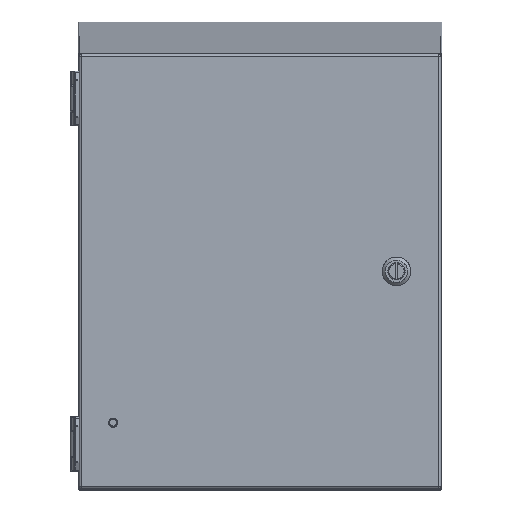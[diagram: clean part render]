
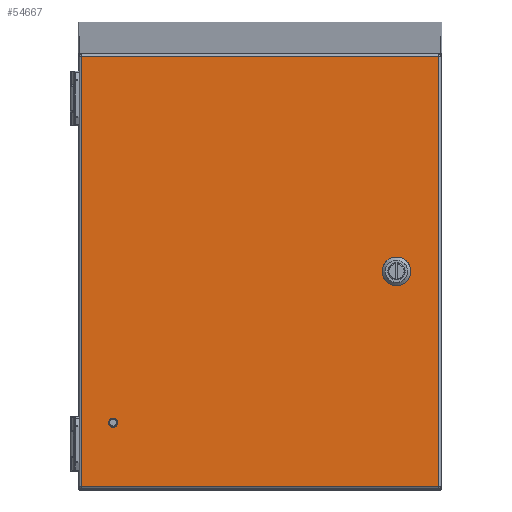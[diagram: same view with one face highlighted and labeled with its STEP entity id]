
A CAD part, top view. The second image highlights one B-rep face of the part: STEP entity #54667.
In plain terms, the highlighted planar face has unit normal (0, 0, 1).
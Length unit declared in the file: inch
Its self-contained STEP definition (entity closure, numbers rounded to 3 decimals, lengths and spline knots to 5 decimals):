
#54 = VECTOR ( 'NONE', #1255, 39.37008 ) ;
#1255 = DIRECTION ( 'NONE',  ( -0.707, -0.707, 0. ) ) ;
#4161 = ORIENTED_EDGE ( 'NONE', *, *, #58569, .T. ) ;
#7789 = DIRECTION ( 'NONE',  ( 1., 0., 0. ) ) ;
#8260 = CARTESIAN_POINT ( 'NONE',  ( 3.66301, -0.30753, 6.18453 ) ) ;
#8331 = CARTESIAN_POINT ( 'NONE',  ( 2.07344, 2.07399, 6.18453 ) ) ;
#8896 = DIRECTION ( 'NONE',  ( 1., 0., 0. ) ) ;
#10251 = LINE ( 'NONE', #17181, #57557 ) ;
#11021 = ORIENTED_EDGE ( 'NONE', *, *, #41624, .F. ) ;
#11771 = VECTOR ( 'NONE', #40707, 39.37008 ) ;
#11995 = DIRECTION ( 'NONE',  ( -0.707, 0.707, 0. ) ) ;
#12390 = VECTOR ( 'NONE', #69696, 39.37008 ) ;
#12442 = VERTEX_POINT ( 'NONE', #59690 ) ;
#12960 = FACE_BOUND ( 'NONE', #22219, .T. ) ;
#13818 = CARTESIAN_POINT ( 'NONE',  ( 3.75145, 0., 6.18453 ) ) ;
#13906 = ORIENTED_EDGE ( 'NONE', *, *, #73364, .F. ) ;
#14033 = ORIENTED_EDGE ( 'NONE', *, *, #29601, .T. ) ;
#14431 = LINE ( 'NONE', #46136, #36018 ) ;
#14810 = CARTESIAN_POINT ( 'NONE',  ( 4.90945, -5.91, 6.18453 ) ) ;
#14884 = DIRECTION ( 'NONE',  ( 1., 0., 0. ) ) ;
#17181 = CARTESIAN_POINT ( 'NONE',  ( 4.90945, 5.97, 6.18453 ) ) ;
#17375 = EDGE_CURVE ( 'NONE', #36101, #80919, #65039, .T. ) ;
#19280 = ORIENTED_EDGE ( 'NONE', *, *, #62186, .T. ) ;
#21476 = EDGE_LOOP ( 'NONE', ( #30707, #43160, #73295, #19280 ) ) ;
#21499 = VERTEX_POINT ( 'NONE', #80824 ) ;
#22219 = EDGE_LOOP ( 'NONE', ( #28556 ) ) ;
#23516 = EDGE_CURVE ( 'NONE', #21499, #23726, #45387, .T. ) ;
#23726 = VERTEX_POINT ( 'NONE', #46891 ) ;
#23740 = VERTEX_POINT ( 'NONE', #8260 ) ;
#24644 = VERTEX_POINT ( 'NONE', #29312 ) ;
#26158 = LINE ( 'NONE', #79253, #11771 ) ;
#27459 = VECTOR ( 'NONE', #11995, 39.37008 ) ;
#28054 = CARTESIAN_POINT ( 'NONE',  ( -3.9375, -4.16, 6.18453 ) ) ;
#28556 = ORIENTED_EDGE ( 'NONE', *, *, #39020, .F. ) ;
#29077 = ORIENTED_EDGE ( 'NONE', *, *, #61656, .F. ) ;
#29304 = DIRECTION ( 'NONE',  ( 0.707, -0.707, 0. ) ) ;
#29312 = CARTESIAN_POINT ( 'NONE',  ( 3.66301, 0.30753, 6.18453 ) ) ;
#29423 = AXIS2_PLACEMENT_3D ( 'NONE', #46979, #32818, #46547 ) ;
#29601 = EDGE_CURVE ( 'NONE', #23740, #45291, #32549, .T. ) ;
#29625 = DIRECTION ( 'NONE',  ( 0., 0., 1. ) ) ;
#30707 = ORIENTED_EDGE ( 'NONE', *, *, #37277, .T. ) ;
#31253 = CARTESIAN_POINT ( 'NONE',  ( 1.67746, 1.67801, 6.18453 ) ) ;
#31516 = CARTESIAN_POINT ( 'NONE',  ( 3.8399, 0.30753, 6.18453 ) ) ;
#31964 = EDGE_CURVE ( 'NONE', #23740, #23726, #58718, .T. ) ;
#32549 = LINE ( 'NONE', #31253, #27459 ) ;
#32799 = EDGE_LOOP ( 'NONE', ( #29077, #54537, #11021, #4161, #13906, #57710, #65786, #14033 ) ) ;
#32818 = DIRECTION ( 'NONE',  ( 0., 0., 1. ) ) ;
#33102 = FACE_OUTER_BOUND ( 'NONE', #21476, .T. ) ;
#33319 = VERTEX_POINT ( 'NONE', #51287 ) ;
#33794 = LINE ( 'NONE', #67237, #71258 ) ;
#35165 = CARTESIAN_POINT ( 'NONE',  ( -4.03555, -4.16, 6.18453 ) ) ;
#35294 = VERTEX_POINT ( 'NONE', #28054 ) ;
#35709 = EDGE_CURVE ( 'NONE', #64765, #36101, #26158, .T. ) ;
#36018 = VECTOR ( 'NONE', #79520, 39.37008 ) ;
#36101 = VERTEX_POINT ( 'NONE', #66725 ) ;
#36486 = CARTESIAN_POINT ( 'NONE',  ( 3.75145, 0., 6.18453 ) ) ;
#36823 = CARTESIAN_POINT ( 'NONE',  ( -4.91055, -5.91, 6.18453 ) ) ;
#37277 = EDGE_CURVE ( 'NONE', #65727, #64765, #10251, .T. ) ;
#39020 = EDGE_CURVE ( 'NONE', #35294, #35294, #64109, .T. ) ;
#39542 = DIRECTION ( 'NONE',  ( 0., 0., 1. ) ) ;
#39974 = DIRECTION ( 'NONE',  ( 1., 0., 0. ) ) ;
#40400 = DIRECTION ( 'NONE',  ( 0., 0., 1. ) ) ;
#40707 = DIRECTION ( 'NONE',  ( -1., 0., 0. ) ) ;
#41136 = AXIS2_PLACEMENT_3D ( 'NONE', #36486, #29625, #68618 ) ;
#41624 = EDGE_CURVE ( 'NONE', #69323, #24644, #55430, .T. ) ;
#42435 = CIRCLE ( 'NONE', #41136, 0.32 ) ;
#42475 = AXIS2_PLACEMENT_3D ( 'NONE', #13818, #39542, #39974 ) ;
#43160 = ORIENTED_EDGE ( 'NONE', *, *, #35709, .T. ) ;
#43731 = EDGE_CURVE ( 'NONE', #12442, #24644, #14431, .T. ) ;
#45291 = VERTEX_POINT ( 'NONE', #57154 ) ;
#45387 = LINE ( 'NONE', #52622, #54 ) ;
#45546 = DIRECTION ( 'NONE',  ( 1., 0., 0. ) ) ;
#46136 = CARTESIAN_POINT ( 'NONE',  ( 1.67746, -1.67801, 6.18453 ) ) ;
#46416 = AXIS2_PLACEMENT_3D ( 'NONE', #35165, #53212, #7789 ) ;
#46547 = DIRECTION ( 'NONE',  ( 1., 0., 0. ) ) ;
#46891 = CARTESIAN_POINT ( 'NONE',  ( 3.8399, -0.30753, 6.18453 ) ) ;
#46979 = CARTESIAN_POINT ( 'NONE',  ( 3.75145, 0., 6.18453 ) ) ;
#47428 = DIRECTION ( 'NONE',  ( 0., 0., 1. ) ) ;
#51287 = CARTESIAN_POINT ( 'NONE',  ( 4.05899, 0.08845, 6.18453 ) ) ;
#52622 = CARTESIAN_POINT ( 'NONE',  ( 2.07344, -2.07399, 6.18453 ) ) ;
#52779 = PLANE ( 'NONE',  #62068 ) ;
#53212 = DIRECTION ( 'NONE',  ( 0., 0., 1. ) ) ;
#53844 = CARTESIAN_POINT ( 'NONE',  ( 3.75145, 0., 6.18453 ) ) ;
#54396 = AXIS2_PLACEMENT_3D ( 'NONE', #53844, #47428, #14884 ) ;
#54537 = ORIENTED_EDGE ( 'NONE', *, *, #43731, .T. ) ;
#54667 = ADVANCED_FACE ( 'NONE', ( #65676, #12960, #33102 ), #52779, .T. ) ;
#55430 = CIRCLE ( 'NONE', #29423, 0.32 ) ;
#56976 = DIRECTION ( 'NONE',  ( 0., 1., 0. ) ) ;
#57154 = CARTESIAN_POINT ( 'NONE',  ( 3.44392, -0.08845, 6.18453 ) ) ;
#57557 = VECTOR ( 'NONE', #56976, 39.37008 ) ;
#57580 = CIRCLE ( 'NONE', #42475, 0.32 ) ;
#57710 = ORIENTED_EDGE ( 'NONE', *, *, #23516, .T. ) ;
#58569 = EDGE_CURVE ( 'NONE', #69323, #33319, #68274, .T. ) ;
#58718 = CIRCLE ( 'NONE', #54396, 0.32 ) ;
#59690 = CARTESIAN_POINT ( 'NONE',  ( 3.44392, 0.08845, 6.18453 ) ) ;
#61656 = EDGE_CURVE ( 'NONE', #12442, #45291, #57580, .T. ) ;
#62068 = AXIS2_PLACEMENT_3D ( 'NONE', #65257, #40400, #45546 ) ;
#62186 = EDGE_CURVE ( 'NONE', #80919, #65727, #33794, .T. ) ;
#64109 = CIRCLE ( 'NONE', #46416, 0.09805 ) ;
#64765 = VERTEX_POINT ( 'NONE', #72119 ) ;
#65039 = LINE ( 'NONE', #84675, #12390 ) ;
#65257 = CARTESIAN_POINT ( 'NONE',  ( -0.00055, 0., 6.18453 ) ) ;
#65676 = FACE_BOUND ( 'NONE', #32799, .T. ) ;
#65727 = VERTEX_POINT ( 'NONE', #14810 ) ;
#65786 = ORIENTED_EDGE ( 'NONE', *, *, #31964, .F. ) ;
#66725 = CARTESIAN_POINT ( 'NONE',  ( -4.91055, 5.91, 6.18453 ) ) ;
#67237 = CARTESIAN_POINT ( 'NONE',  ( 4.96945, -5.91, 6.18453 ) ) ;
#68274 = LINE ( 'NONE', #8331, #80454 ) ;
#68618 = DIRECTION ( 'NONE',  ( 1., 0., 0. ) ) ;
#69323 = VERTEX_POINT ( 'NONE', #31516 ) ;
#69696 = DIRECTION ( 'NONE',  ( 0., -1., 0. ) ) ;
#71258 = VECTOR ( 'NONE', #8896, 39.37008 ) ;
#72119 = CARTESIAN_POINT ( 'NONE',  ( 4.90945, 5.91, 6.18453 ) ) ;
#73295 = ORIENTED_EDGE ( 'NONE', *, *, #17375, .T. ) ;
#73364 = EDGE_CURVE ( 'NONE', #21499, #33319, #42435, .T. ) ;
#79253 = CARTESIAN_POINT ( 'NONE',  ( -4.97055, 5.91, 6.18453 ) ) ;
#79520 = DIRECTION ( 'NONE',  ( 0.707, 0.707, 0. ) ) ;
#80454 = VECTOR ( 'NONE', #29304, 39.37008 ) ;
#80824 = CARTESIAN_POINT ( 'NONE',  ( 4.05899, -0.08845, 6.18453 ) ) ;
#80919 = VERTEX_POINT ( 'NONE', #36823 ) ;
#84675 = CARTESIAN_POINT ( 'NONE',  ( -4.91055, -5.97, 6.18453 ) ) ;
